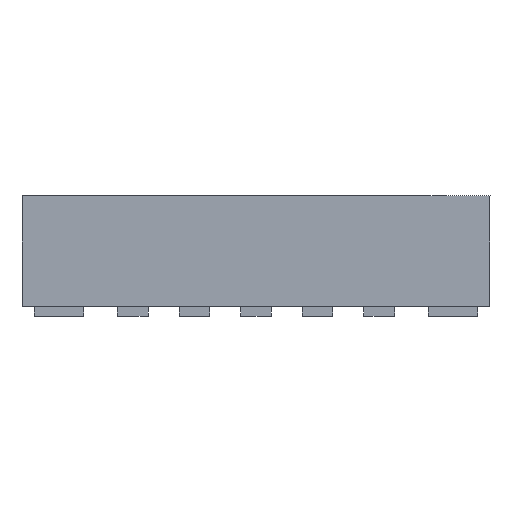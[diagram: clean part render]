
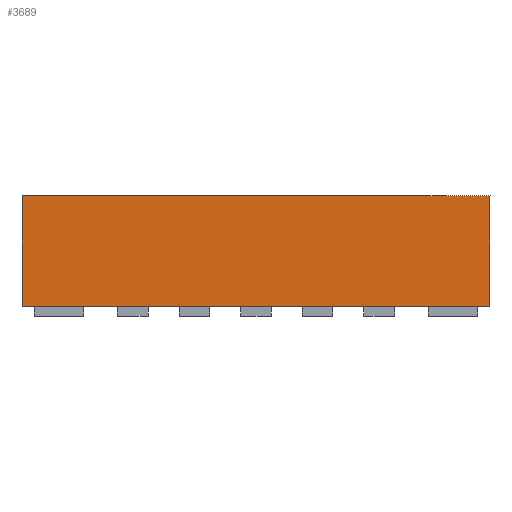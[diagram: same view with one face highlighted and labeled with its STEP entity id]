
A CAD part, front view. The second image highlights one B-rep face of the part: STEP entity #3689.
In plain terms, the highlighted planar face has unit normal (0, -1, 0).
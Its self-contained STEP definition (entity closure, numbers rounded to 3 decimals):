
#32 = DIRECTION ( 'NONE',  ( 0., 0., -1. ) ) ;
#115 = ORIENTED_EDGE ( 'NONE', *, *, #6084, .F. ) ;
#494 = CARTESIAN_POINT ( 'NONE',  ( 1.9, -2.5, 0.28 ) ) ;
#551 = CARTESIAN_POINT ( 'NONE',  ( -1.9, -2.5, 0.08 ) ) ;
#590 = DIRECTION ( 'NONE',  ( 1., 0., 0. ) ) ;
#592 = AXIS2_PLACEMENT_3D ( 'NONE', #1371, #1940, #3507 ) ;
#638 = ORIENTED_EDGE ( 'NONE', *, *, #1686, .T. ) ;
#829 = FACE_OUTER_BOUND ( 'NONE', #5238, .T. ) ;
#1298 = VERTEX_POINT ( 'NONE', #5001 ) ;
#1371 = CARTESIAN_POINT ( 'NONE',  ( -400000., -2.5, 0.28 ) ) ;
#1529 = DIRECTION ( 'NONE',  ( 0., 0., -1. ) ) ;
#1686 = EDGE_CURVE ( 'NONE', #2287, #1298, #5814, .T. ) ;
#1938 = VERTEX_POINT ( 'NONE', #3367 ) ;
#1940 = DIRECTION ( 'NONE',  ( 0., 1., 0. ) ) ;
#1983 = CARTESIAN_POINT ( 'NONE',  ( -400000., -2.5, 0.08 ) ) ;
#2139 = ORIENTED_EDGE ( 'NONE', *, *, #3757, .T. ) ;
#2170 = LINE ( 'NONE', #6357, #3978 ) ;
#2287 = VERTEX_POINT ( 'NONE', #551 ) ;
#2597 = CARTESIAN_POINT ( 'NONE',  ( -1.9, -2.5, 0.98 ) ) ;
#2711 = LINE ( 'NONE', #494, #4685 ) ;
#3107 = VECTOR ( 'NONE', #590, 1000. ) ;
#3281 = LINE ( 'NONE', #4891, #3107 ) ;
#3367 = CARTESIAN_POINT ( 'NONE',  ( 1.9, -2.5, 0.98 ) ) ;
#3507 = DIRECTION ( 'NONE',  ( -1., 0., 0. ) ) ;
#3689 = ADVANCED_FACE ( 'NONE', ( #829 ), #4639, .F. ) ;
#3757 = EDGE_CURVE ( 'NONE', #6342, #2287, #2170, .T. ) ;
#3978 = VECTOR ( 'NONE', #1529, 1000. ) ;
#4639 = PLANE ( 'NONE',  #592 ) ;
#4685 = VECTOR ( 'NONE', #32, 1000. ) ;
#4839 = ORIENTED_EDGE ( 'NONE', *, *, #6104, .F. ) ;
#4891 = CARTESIAN_POINT ( 'NONE',  ( 0., -2.5, 0.98 ) ) ;
#5001 = CARTESIAN_POINT ( 'NONE',  ( 1.9, -2.5, 0.08 ) ) ;
#5199 = DIRECTION ( 'NONE',  ( 1., 0., 0. ) ) ;
#5238 = EDGE_LOOP ( 'NONE', ( #638, #115, #4839, #2139 ) ) ;
#5350 = VECTOR ( 'NONE', #5199, 1000. ) ;
#5814 = LINE ( 'NONE', #1983, #5350 ) ;
#6084 = EDGE_CURVE ( 'NONE', #1938, #1298, #2711, .T. ) ;
#6104 = EDGE_CURVE ( 'NONE', #6342, #1938, #3281, .T. ) ;
#6342 = VERTEX_POINT ( 'NONE', #2597 ) ;
#6357 = CARTESIAN_POINT ( 'NONE',  ( -1.9, -2.5, 0.28 ) ) ;
